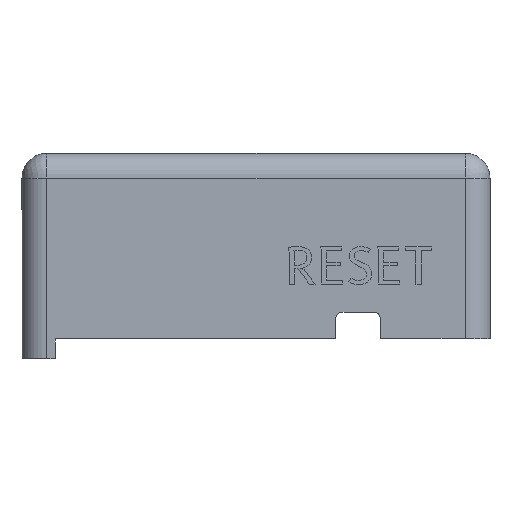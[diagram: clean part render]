
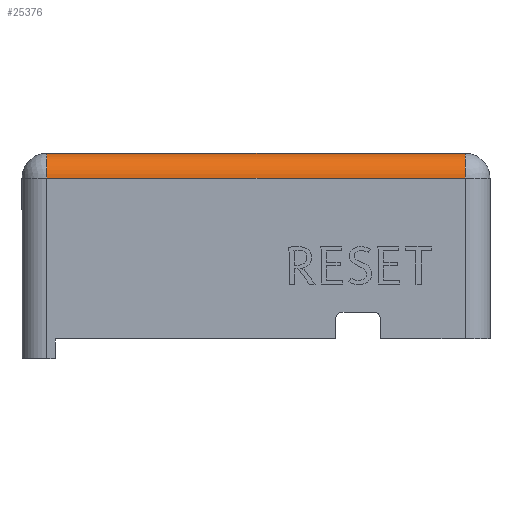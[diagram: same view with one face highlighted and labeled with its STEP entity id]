
A CAD part, left-side view. The second image highlights one B-rep face of the part: STEP entity #25376.
In plain terms, the highlighted cylindrical face has radius 2 mm (diameter 4 mm), a partial arc.
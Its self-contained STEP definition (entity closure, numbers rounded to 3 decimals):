
#1215=LINE('',#33072,#3754);
#2233=LINE('',#38838,#4772);
#3754=VECTOR('',#27294,10.);
#4772=VECTOR('',#29014,10.);
#6127=CYLINDRICAL_SURFACE('',#26554,2.);
#7486=FACE_OUTER_BOUND('',#8981,.T.);
#8981=EDGE_LOOP('',(#23302,#23303,#23304,#23305));
#10128=CIRCLE('',#26545,2.);
#10133=CIRCLE('',#26552,2.);
#10491=VERTEX_POINT('',#33069);
#10492=VERTEX_POINT('',#33071);
#11613=VERTEX_POINT('',#38834);
#11615=VERTEX_POINT('',#38837);
#12992=EDGE_CURVE('',#10492,#10491,#1215,.T.);
#14445=EDGE_CURVE('',#11615,#11613,#2233,.T.);
#16147=EDGE_CURVE('',#11613,#10492,#10128,.F.);
#16152=EDGE_CURVE('',#10491,#11615,#10133,.F.);
#23302=ORIENTED_EDGE('',*,*,#16147,.T.);
#23303=ORIENTED_EDGE('',*,*,#12992,.T.);
#23304=ORIENTED_EDGE('',*,*,#16152,.T.);
#23305=ORIENTED_EDGE('',*,*,#14445,.T.);
#25376=ADVANCED_FACE('',(#7486),#6127,.T.);
#26545=AXIS2_PLACEMENT_3D('',#49935,#31315,#31316);
#26552=AXIS2_PLACEMENT_3D('',#49942,#31329,#31330);
#26554=AXIS2_PLACEMENT_3D('',#49944,#31333,#31334);
#27294=DIRECTION('',(0.,1.,0.));
#29014=DIRECTION('',(0.,-1.,0.));
#31315=DIRECTION('center_axis',(0.,-1.,0.));
#31316=DIRECTION('ref_axis',(-1.,0.,0.));
#31329=DIRECTION('center_axis',(0.,1.,0.));
#31330=DIRECTION('ref_axis',(0.,0.,1.));
#31333=DIRECTION('center_axis',(0.,-1.,0.));
#31334=DIRECTION('ref_axis',(-0.707,0.,0.707));
#33069=CARTESIAN_POINT('',(115.838,-89.169,16.49));
#33071=CARTESIAN_POINT('',(115.838,-122.987,16.49));
#33072=CARTESIAN_POINT('',(115.838,-96.624,16.49));
#38834=CARTESIAN_POINT('',(113.838,-122.987,14.49));
#38837=CARTESIAN_POINT('',(113.838,-89.169,14.49));
#38838=CARTESIAN_POINT('',(113.838,-96.624,14.49));
#49935=CARTESIAN_POINT('Origin',(115.838,-122.987,14.49));
#49942=CARTESIAN_POINT('Origin',(115.838,-89.169,14.49));
#49944=CARTESIAN_POINT('Origin',(115.838,-96.624,14.49));
